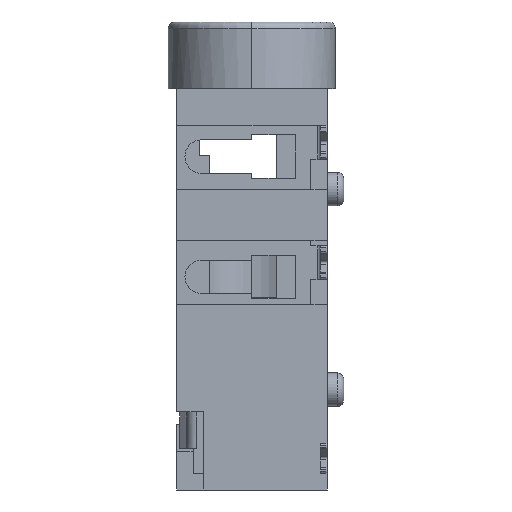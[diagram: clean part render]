
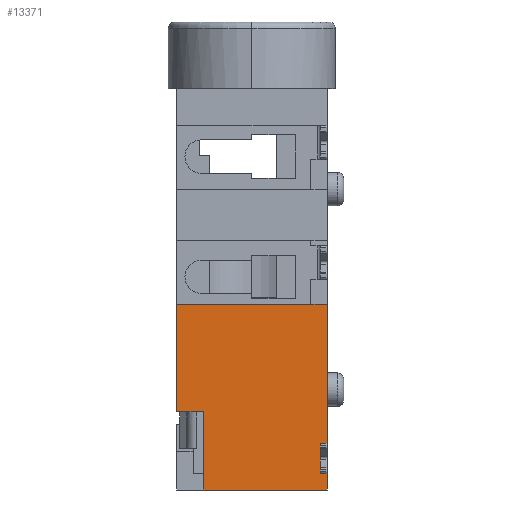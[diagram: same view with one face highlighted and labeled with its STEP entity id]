
A CAD part, left-side view. The second image highlights one B-rep face of the part: STEP entity #13371.
In plain terms, the highlighted planar face has unit normal (-1, 0, 0).
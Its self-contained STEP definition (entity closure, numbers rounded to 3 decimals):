
#70=DIRECTION('',(0.,0.,1.));
#71=VECTOR('',#70,0.5);
#72=CARTESIAN_POINT('',(-3.05,-2.25,-12.));
#73=LINE('',#72,#71);
#123=DIRECTION('',(0.,0.,1.));
#124=VECTOR('',#123,4.15);
#125=CARTESIAN_POINT('',(-3.05,-2.25,-10.6));
#126=LINE('',#125,#124);
#2343=DIRECTION('',(0.,-1.,0.));
#2344=VECTOR('',#2343,0.2);
#2345=CARTESIAN_POINT('',(-3.05,-2.05,-11.5));
#2346=LINE('',#2345,#2344);
#2347=DIRECTION('',(0.,1.,0.));
#2348=VECTOR('',#2347,3.7);
#2349=CARTESIAN_POINT('',(-3.05,-2.25,-12.));
#2350=LINE('',#2349,#2348);
#2351=DIRECTION('',(0.,1.,0.));
#2352=VECTOR('',#2351,0.8);
#2353=CARTESIAN_POINT('',(-3.05,1.45,-9.652));
#2354=LINE('',#2353,#2352);
#2355=DIRECTION('',(0.,0.,1.));
#2356=VECTOR('',#2355,3.202);
#2357=CARTESIAN_POINT('',(-3.05,2.25,-9.652));
#2358=LINE('',#2357,#2356);
#2369=DIRECTION('',(0.,0.,1.));
#2370=VECTOR('',#2369,0.9);
#2371=CARTESIAN_POINT('',(-3.05,-2.05,-11.5));
#2372=LINE('',#2371,#2370);
#2436=DIRECTION('',(0.,-1.,0.));
#2437=VECTOR('',#2436,0.2);
#2438=CARTESIAN_POINT('',(-3.05,-2.05,-10.6));
#2439=LINE('',#2438,#2437);
#2654=DIRECTION('',(0.,0.,-1.));
#2655=VECTOR('',#2654,2.348);
#2656=CARTESIAN_POINT('',(-3.05,1.45,-9.652));
#2657=LINE('',#2656,#2655);
#4036=DIRECTION('',(0.,1.,0.));
#4037=VECTOR('',#4036,4.5);
#4038=CARTESIAN_POINT('',(-3.05,-2.25,-6.45));
#4039=LINE('',#4038,#4037);
#9053=CARTESIAN_POINT('',(-3.05,-2.25,-12.));
#9054=VERTEX_POINT('',#9053);
#9055=CARTESIAN_POINT('',(-3.05,-2.25,-11.5));
#9056=VERTEX_POINT('',#9055);
#9077=CARTESIAN_POINT('',(-3.05,-2.25,-10.6));
#9078=VERTEX_POINT('',#9077);
#9079=CARTESIAN_POINT('',(-3.05,-2.25,-6.45));
#9080=VERTEX_POINT('',#9079);
#9239=CARTESIAN_POINT('',(-3.05,-2.05,-11.5));
#9240=VERTEX_POINT('',#9239);
#9241=CARTESIAN_POINT('',(-3.05,-2.05,-10.6));
#9242=VERTEX_POINT('',#9241);
#9347=CARTESIAN_POINT('',(-3.05,1.45,-12.));
#9348=VERTEX_POINT('',#9347);
#9349=CARTESIAN_POINT('',(-3.05,1.45,-9.652));
#9350=VERTEX_POINT('',#9349);
#9351=CARTESIAN_POINT('',(-3.05,2.25,-9.652));
#9352=VERTEX_POINT('',#9351);
#9353=CARTESIAN_POINT('',(-3.05,2.25,-6.45));
#9354=VERTEX_POINT('',#9353);
#13348=CARTESIAN_POINT('',(-3.05,2.25,0.));
#13349=DIRECTION('',(-1.,0.,0.));
#13350=DIRECTION('',(0.,-1.,0.));
#13351=AXIS2_PLACEMENT_3D('',#13348,#13349,#13350);
#13352=PLANE('',#13351);
#13354=ORIENTED_EDGE('',*,*,#13353,.F.);
#13356=ORIENTED_EDGE('',*,*,#13355,.T.);
#13357=ORIENTED_EDGE('',*,*,#11964,.F.);
#13359=ORIENTED_EDGE('',*,*,#13358,.T.);
#13361=ORIENTED_EDGE('',*,*,#13360,.F.);
#13362=ORIENTED_EDGE('',*,*,#13338,.T.);
#13363=ORIENTED_EDGE('',*,*,#12266,.T.);
#13365=ORIENTED_EDGE('',*,*,#13364,.F.);
#13366=ORIENTED_EDGE('',*,*,#11988,.F.);
#13368=ORIENTED_EDGE('',*,*,#13367,.F.);
#13369=EDGE_LOOP('',(#13354,#13356,#13357,#13359,#13361,#13362,#13363,#13365,
#13366,#13368));
#13370=FACE_OUTER_BOUND('',#13369,.F.);
#13371=ADVANCED_FACE('',(#13370),#13352,.T.);
#11964=EDGE_CURVE('',#9054,#9056,#73,.T.);
#11988=EDGE_CURVE('',#9078,#9080,#126,.T.);
#12266=EDGE_CURVE('',#9352,#9354,#2358,.T.);
#13338=EDGE_CURVE('',#9350,#9352,#2354,.T.);
#13353=EDGE_CURVE('',#9240,#9242,#2372,.T.);
#13355=EDGE_CURVE('',#9240,#9056,#2346,.T.);
#13358=EDGE_CURVE('',#9054,#9348,#2350,.T.);
#13360=EDGE_CURVE('',#9350,#9348,#2657,.T.);
#13364=EDGE_CURVE('',#9080,#9354,#4039,.T.);
#13367=EDGE_CURVE('',#9242,#9078,#2439,.T.);
